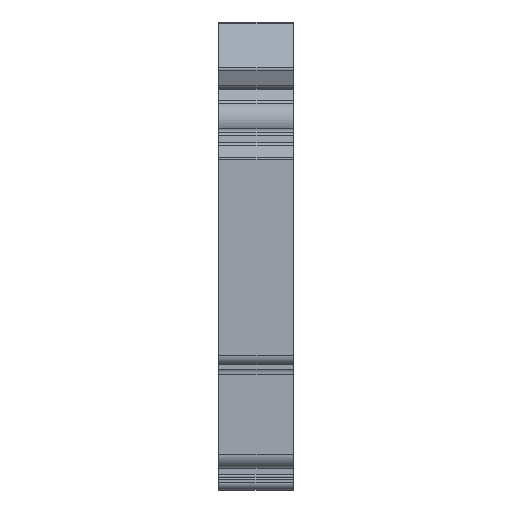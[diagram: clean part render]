
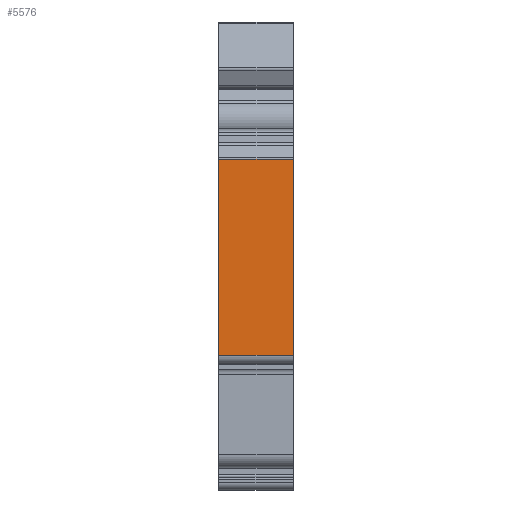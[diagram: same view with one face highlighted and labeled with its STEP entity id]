
A CAD part, left-side view. The second image highlights one B-rep face of the part: STEP entity #5576.
In plain terms, the highlighted face is planar.
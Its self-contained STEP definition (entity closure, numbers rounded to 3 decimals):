
#40 = CARTESIAN_POINT ( 'NONE',  ( 8., 23.65, 28.807 ) ) ;
#331 = DIRECTION ( 'NONE',  ( -1., 0., 0. ) ) ;
#351 = VERTEX_POINT ( 'NONE', #5024 ) ;
#839 = ORIENTED_EDGE ( 'NONE', *, *, #9228, .F. ) ;
#960 = VERTEX_POINT ( 'NONE', #3992 ) ;
#1065 = FACE_OUTER_BOUND ( 'NONE', #9771, .T. ) ;
#1275 = LINE ( 'NONE', #9432, #8941 ) ;
#1311 = VECTOR ( 'NONE', #7694, 1000. ) ;
#1520 = VECTOR ( 'NONE', #8231, 1000. ) ;
#2372 = VECTOR ( 'NONE', #2793, 1000. ) ;
#2587 = ORIENTED_EDGE ( 'NONE', *, *, #5674, .T. ) ;
#2793 = DIRECTION ( 'NONE',  ( 0., 0., 1. ) ) ;
#2835 = CARTESIAN_POINT ( 'NONE',  ( -2., 23.65, 7.807 ) ) ;
#3612 = DIRECTION ( 'NONE',  ( 1., 0., 0. ) ) ;
#3940 = ORIENTED_EDGE ( 'NONE', *, *, #6762, .T. ) ;
#3992 = CARTESIAN_POINT ( 'NONE',  ( 0., 23.65, 7.807 ) ) ;
#4282 = CARTESIAN_POINT ( 'NONE',  ( -2., 23.65, 28.807 ) ) ;
#4367 = VERTEX_POINT ( 'NONE', #8401 ) ;
#5024 = CARTESIAN_POINT ( 'NONE',  ( 8., 23.65, 7.807 ) ) ;
#5033 = PLANE ( 'NONE',  #6051 ) ;
#5074 = VERTEX_POINT ( 'NONE', #7130 ) ;
#5324 = LINE ( 'NONE', #40, #1311 ) ;
#5576 = ADVANCED_FACE ( 'NONE', ( #1065 ), #5033, .F. ) ;
#5674 = EDGE_CURVE ( 'NONE', #960, #4367, #6549, .T. ) ;
#6051 = AXIS2_PLACEMENT_3D ( 'NONE', #4282, #7140, #331 ) ;
#6549 = LINE ( 'NONE', #9565, #2372 ) ;
#6762 = EDGE_CURVE ( 'NONE', #5074, #351, #5324, .T. ) ;
#6882 = ORIENTED_EDGE ( 'NONE', *, *, #9508, .T. ) ;
#7130 = CARTESIAN_POINT ( 'NONE',  ( 8., 23.65, 28.807 ) ) ;
#7140 = DIRECTION ( 'NONE',  ( 0., -1., 0. ) ) ;
#7694 = DIRECTION ( 'NONE',  ( 0., 0., -1. ) ) ;
#8077 = LINE ( 'NONE', #2835, #1520 ) ;
#8231 = DIRECTION ( 'NONE',  ( 1., 0., 0. ) ) ;
#8401 = CARTESIAN_POINT ( 'NONE',  ( 0., 23.65, 28.807 ) ) ;
#8941 = VECTOR ( 'NONE', #3612, 1000. ) ;
#9228 = EDGE_CURVE ( 'NONE', #960, #351, #8077, .T. ) ;
#9432 = CARTESIAN_POINT ( 'NONE',  ( -2., 23.65, 28.807 ) ) ;
#9508 = EDGE_CURVE ( 'NONE', #4367, #5074, #1275, .T. ) ;
#9565 = CARTESIAN_POINT ( 'NONE',  ( 0., 23.65, 28.807 ) ) ;
#9771 = EDGE_LOOP ( 'NONE', ( #839, #2587, #6882, #3940 ) ) ;
